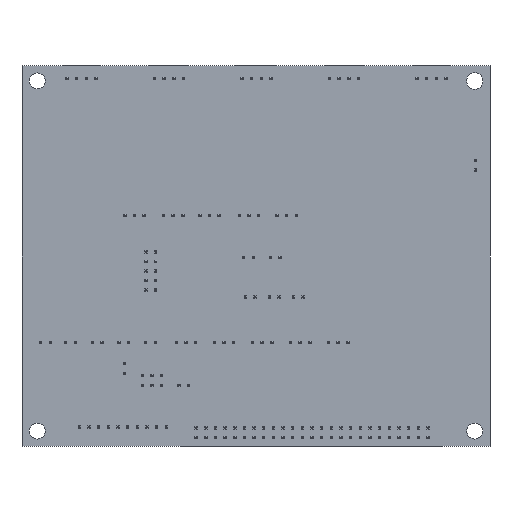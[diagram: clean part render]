
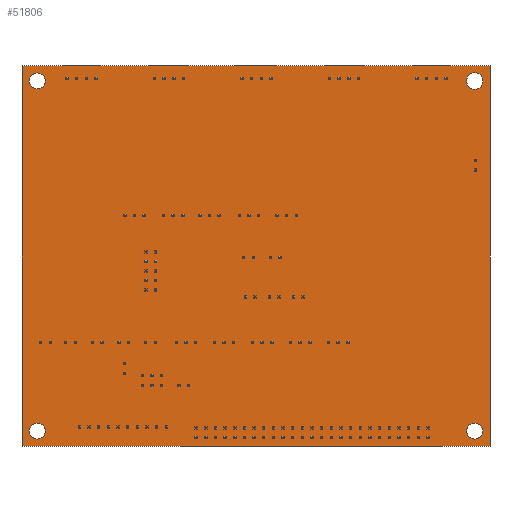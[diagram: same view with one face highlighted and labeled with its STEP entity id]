
A CAD part, front view. The second image highlights one B-rep face of the part: STEP entity #51806.
In plain terms, the highlighted planar face has unit normal (0, -1, 0).
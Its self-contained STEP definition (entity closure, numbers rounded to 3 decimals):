
#1422=FACE_BOUND('',#6844,.T.);
#1423=FACE_BOUND('',#6845,.T.);
#1424=FACE_BOUND('',#6846,.T.);
#1425=FACE_BOUND('',#6847,.T.);
#1538=CIRCLE('',#55010,2.1);
#1540=CIRCLE('',#55013,2.15);
#1542=CIRCLE('',#55016,2.1);
#1544=CIRCLE('',#55019,2.1);
#3869=FACE_OUTER_BOUND('',#6843,.T.);
#6843=EDGE_LOOP('',(#41734,#41735,#41736,#41737));
#6844=EDGE_LOOP('',(#41738));
#6845=EDGE_LOOP('',(#41739));
#6846=EDGE_LOOP('',(#41740));
#6847=EDGE_LOOP('',(#41741));
#12119=LINE('',#79567,#18728);
#12123=LINE('',#79575,#18732);
#12126=LINE('',#79581,#18735);
#12129=LINE('',#79586,#18738);
#18728=VECTOR('',#64881,10.);
#18732=VECTOR('',#64887,10.);
#18735=VECTOR('',#64892,10.);
#18738=VECTOR('',#64897,10.);
#23948=VERTEX_POINT('',#79547);
#23950=VERTEX_POINT('',#79552);
#23952=VERTEX_POINT('',#79557);
#23954=VERTEX_POINT('',#79562);
#23955=VERTEX_POINT('',#79565);
#23956=VERTEX_POINT('',#79566);
#23959=VERTEX_POINT('',#79574);
#23961=VERTEX_POINT('',#79580);
#30173=EDGE_CURVE('',#23948,#23948,#1538,.T.);
#30175=EDGE_CURVE('',#23950,#23950,#1540,.T.);
#30177=EDGE_CURVE('',#23952,#23952,#1542,.T.);
#30179=EDGE_CURVE('',#23954,#23954,#1544,.T.);
#30180=EDGE_CURVE('',#23955,#23956,#12119,.T.);
#30184=EDGE_CURVE('',#23956,#23959,#12123,.T.);
#30187=EDGE_CURVE('',#23959,#23961,#12126,.T.);
#30190=EDGE_CURVE('',#23961,#23955,#12129,.T.);
#41734=ORIENTED_EDGE('',*,*,#30190,.T.);
#41735=ORIENTED_EDGE('',*,*,#30180,.T.);
#41736=ORIENTED_EDGE('',*,*,#30184,.T.);
#41737=ORIENTED_EDGE('',*,*,#30187,.T.);
#41738=ORIENTED_EDGE('',*,*,#30179,.F.);
#41739=ORIENTED_EDGE('',*,*,#30177,.F.);
#41740=ORIENTED_EDGE('',*,*,#30175,.F.);
#41741=ORIENTED_EDGE('',*,*,#30173,.F.);
#49115=PLANE('',#55025);
#51806=ADVANCED_FACE('',(#3869,#1422,#1423,#1424,#1425),#49115,.F.);
#55010=AXIS2_PLACEMENT_3D('',#79548,#64859,#64860);
#55013=AXIS2_PLACEMENT_3D('',#79553,#64865,#64866);
#55016=AXIS2_PLACEMENT_3D('',#79558,#64871,#64872);
#55019=AXIS2_PLACEMENT_3D('',#79563,#64877,#64878);
#55025=AXIS2_PLACEMENT_3D('',#79589,#64901,#64902);
#64859=DIRECTION('center_axis',(0.,-1.,0.));
#64860=DIRECTION('ref_axis',(1.,0.,0.));
#64865=DIRECTION('center_axis',(0.,-1.,0.));
#64866=DIRECTION('ref_axis',(1.,0.,0.));
#64871=DIRECTION('center_axis',(0.,-1.,0.));
#64872=DIRECTION('ref_axis',(1.,0.,0.));
#64877=DIRECTION('center_axis',(0.,-1.,0.));
#64878=DIRECTION('ref_axis',(1.,0.,0.));
#64881=DIRECTION('',(0.,0.,-1.));
#64887=DIRECTION('',(1.,0.,0.));
#64892=DIRECTION('',(0.,0.,1.));
#64897=DIRECTION('',(-1.,0.,0.));
#64901=DIRECTION('center_axis',(0.,1.,0.));
#64902=DIRECTION('ref_axis',(1.,0.,0.));
#79547=CARTESIAN_POINT('',(-59.6,0.,46.));
#79548=CARTESIAN_POINT('Origin',(-57.5,0.,46.));
#79552=CARTESIAN_POINT('',(55.35,0.,46.));
#79553=CARTESIAN_POINT('Origin',(57.5,0.,46.));
#79557=CARTESIAN_POINT('',(-59.6,0.,-46.));
#79558=CARTESIAN_POINT('Origin',(-57.5,0.,-46.));
#79562=CARTESIAN_POINT('',(55.4,0.,-46.));
#79563=CARTESIAN_POINT('Origin',(57.5,0.,-46.));
#79565=CARTESIAN_POINT('',(-61.5,0.,50.));
#79566=CARTESIAN_POINT('',(-61.5,0.,-50.));
#79567=CARTESIAN_POINT('',(-61.5,0.,50.));
#79574=CARTESIAN_POINT('',(61.5,0.,-50.));
#79575=CARTESIAN_POINT('',(-61.5,0.,-50.));
#79580=CARTESIAN_POINT('',(61.5,0.,50.));
#79581=CARTESIAN_POINT('',(61.5,0.,-50.));
#79586=CARTESIAN_POINT('',(61.5,0.,50.));
#79589=CARTESIAN_POINT('Origin',(0.,0.,0.));
